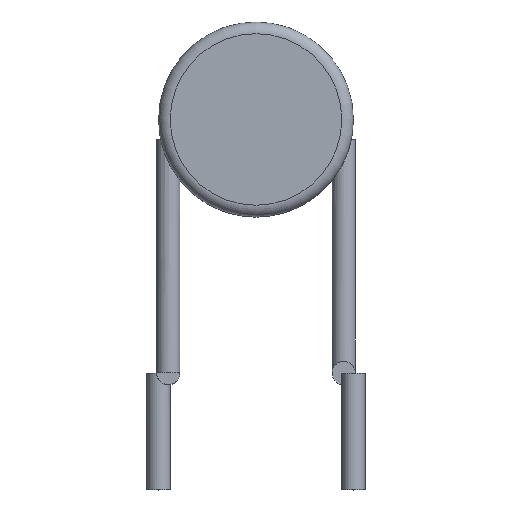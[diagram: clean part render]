
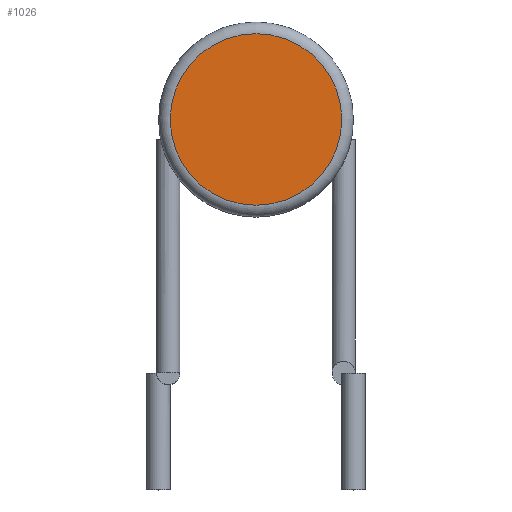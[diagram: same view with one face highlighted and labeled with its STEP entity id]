
A CAD part, top view. The second image highlights one B-rep face of the part: STEP entity #1026.
In plain terms, the highlighted planar face has unit normal (0, 0, 1).
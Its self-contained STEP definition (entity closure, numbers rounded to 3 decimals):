
#94 = TOROIDAL_SURFACE('',#95,2.2,0.3);
#95 = AXIS2_PLACEMENT_3D('',#96,#97,#98);
#96 = CARTESIAN_POINT('',(0.,7.5,2.45));
#97 = DIRECTION('',(0.,0.,1.));
#98 = DIRECTION('',(1.,0.,0.));
#633 = VERTEX_POINT('',#634);
#634 = CARTESIAN_POINT('',(2.2,7.5,2.75));
#656 = EDGE_CURVE('',#633,#633,#657,.T.);
#657 = SURFACE_CURVE('',#658,(#663,#670),.PCURVE_S1.);
#658 = CIRCLE('',#659,2.2);
#659 = AXIS2_PLACEMENT_3D('',#660,#661,#662);
#660 = CARTESIAN_POINT('',(0.,7.5,2.75));
#661 = DIRECTION('',(0.,0.,1.));
#662 = DIRECTION('',(1.,0.,0.));
#663 = PCURVE('',#94,#664);
#664 = DEFINITIONAL_REPRESENTATION('',(#665),#669);
#665 = LINE('',#666,#667);
#666 = CARTESIAN_POINT('',(0.,1.571));
#667 = VECTOR('',#668,1.);
#668 = DIRECTION('',(1.,0.));
#669 = ( GEOMETRIC_REPRESENTATION_CONTEXT(2) 
PARAMETRIC_REPRESENTATION_CONTEXT() REPRESENTATION_CONTEXT('2D SPACE',''
  ) );
#670 = PCURVE('',#671,#676);
#671 = PLANE('',#672);
#672 = AXIS2_PLACEMENT_3D('',#673,#674,#675);
#673 = CARTESIAN_POINT('',(0.,7.5,2.75));
#674 = DIRECTION('',(0.,0.,-1.));
#675 = DIRECTION('',(0.,1.,0.));
#676 = DEFINITIONAL_REPRESENTATION('',(#677),#685);
#677 = ( BOUNDED_CURVE() B_SPLINE_CURVE(2,(#678,#679,#680,#681,#682,#683
,#684),.UNSPECIFIED.,.T.,.F.) B_SPLINE_CURVE_WITH_KNOTS((1,2,2,2,2,1),(
    -2.094,0.,2.094,4.189,6.283,
8.378),.UNSPECIFIED.) CURVE() GEOMETRIC_REPRESENTATION_ITEM() 
RATIONAL_B_SPLINE_CURVE((1.,0.5,1.,0.5,1.,0.5,1.)) REPRESENTATION_ITEM(
  '') );
#678 = CARTESIAN_POINT('',(0.,2.2));
#679 = CARTESIAN_POINT('',(3.811,2.2));
#680 = CARTESIAN_POINT('',(1.905,-1.1));
#681 = CARTESIAN_POINT('',(0.,-4.4));
#682 = CARTESIAN_POINT('',(-1.905,-1.1));
#683 = CARTESIAN_POINT('',(-3.811,2.2));
#684 = CARTESIAN_POINT('',(0.,2.2));
#685 = ( GEOMETRIC_REPRESENTATION_CONTEXT(2) 
PARAMETRIC_REPRESENTATION_CONTEXT() REPRESENTATION_CONTEXT('2D SPACE',''
  ) );
#1026 = ADVANCED_FACE('',(#1027),#671,.F.);
#1027 = FACE_BOUND('',#1028,.F.);
#1028 = EDGE_LOOP('',(#1029));
#1029 = ORIENTED_EDGE('',*,*,#656,.F.);
